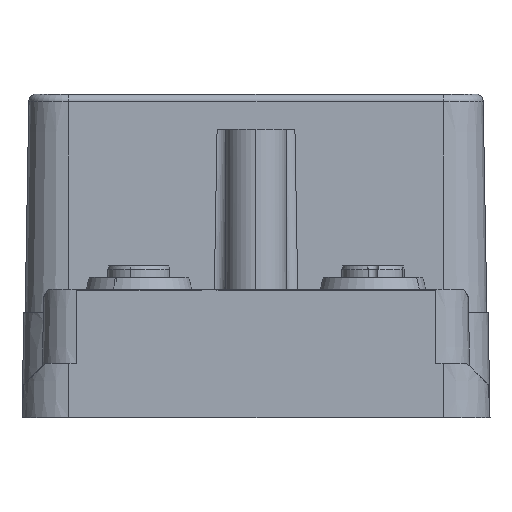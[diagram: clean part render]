
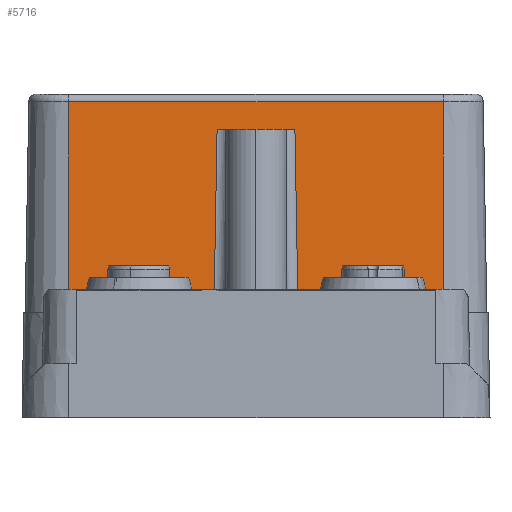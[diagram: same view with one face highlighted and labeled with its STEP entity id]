
A CAD part, front view. The second image highlights one B-rep face of the part: STEP entity #5716.
In plain terms, the highlighted planar face has unit normal (0, -1, 0.018).
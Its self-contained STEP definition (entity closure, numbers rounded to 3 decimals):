
#5641=AXIS2_PLACEMENT_3D('Plane Axis2P3D',#5638,#5639,#5640) ;
#5616=CARTESIAN_POINT('Vertex',(6.,55.6,13.5)) ;
#5619=CARTESIAN_POINT('Line Origine',(6.,-8667.803,-499749.936)) ;
#5623=CARTESIAN_POINT('Vertex',(6.,56.072,40.517)) ;
#5638=CARTESIAN_POINT('Axis2P3D Location',(59.6,55.6,13.5)) ;
#5643=CARTESIAN_POINT('Line Origine',(44.7,55.6,13.5)) ;
#5647=CARTESIAN_POINT('Vertex',(54.,55.6,13.5)) ;
#5649=CARTESIAN_POINT('Vertex',(35.4,55.6,13.5)) ;
#5652=CARTESIAN_POINT('Line Origine',(54.,55.836,27.009)) ;
#5656=CARTESIAN_POINT('Vertex',(54.,56.072,40.517)) ;
#5659=CARTESIAN_POINT('Line Origine',(30.,56.072,40.517)) ;
#5664=CARTESIAN_POINT('Line Origine',(15.3,55.6,13.5)) ;
#5668=CARTESIAN_POINT('Vertex',(24.6,55.6,13.5)) ;
#5671=CARTESIAN_POINT('Line Origine',(24.805,55.805,25.25)) ;
#5675=CARTESIAN_POINT('Vertex',(25.01,56.01,37.)) ;
#5678=CARTESIAN_POINT('Line Origine',(25.76,56.01,37.)) ;
#5682=CARTESIAN_POINT('Vertex',(26.51,56.01,37.)) ;
#5685=CARTESIAN_POINT('Line Origine',(30.,56.01,37.)) ;
#5689=CARTESIAN_POINT('Vertex',(33.49,56.01,37.)) ;
#5692=CARTESIAN_POINT('Line Origine',(34.24,56.01,37.)) ;
#5696=CARTESIAN_POINT('Vertex',(34.99,56.01,37.)) ;
#5699=CARTESIAN_POINT('Line Origine',(35.195,55.805,25.25)) ;
#5620=DIRECTION('Vector Direction',(0.,-0.017,-1.)) ;
#5639=DIRECTION('Axis2P3D Direction',(0.,-1.,0.017)) ;
#5640=DIRECTION('Axis2P3D XDirection',(-1.,0.,0.)) ;
#5644=DIRECTION('Vector Direction',(-1.,0.,0.)) ;
#5653=DIRECTION('Vector Direction',(0.,-0.017,-1.)) ;
#5660=DIRECTION('Vector Direction',(-1.,0.,0.)) ;
#5665=DIRECTION('Vector Direction',(-1.,0.,0.)) ;
#5672=DIRECTION('Vector Direction',(-0.017,-0.017,-1.)) ;
#5679=DIRECTION('Vector Direction',(-1.,0.,0.)) ;
#5686=DIRECTION('Vector Direction',(-1.,0.,0.)) ;
#5693=DIRECTION('Vector Direction',(-1.,0.,0.)) ;
#5700=DIRECTION('Vector Direction',(0.017,-0.017,-1.)) ;
#5621=VECTOR('Line Direction',#5620,1.) ;
#5645=VECTOR('Line Direction',#5644,1.) ;
#5654=VECTOR('Line Direction',#5653,1.) ;
#5661=VECTOR('Line Direction',#5660,1.) ;
#5666=VECTOR('Line Direction',#5665,1.) ;
#5673=VECTOR('Line Direction',#5672,1.) ;
#5680=VECTOR('Line Direction',#5679,1.) ;
#5687=VECTOR('Line Direction',#5686,1.) ;
#5694=VECTOR('Line Direction',#5693,1.) ;
#5701=VECTOR('Line Direction',#5700,1.) ;
#5705=ORIENTED_EDGE('',*,*,#5651,.F.) ;
#5706=ORIENTED_EDGE('',*,*,#5658,.T.) ;
#5707=ORIENTED_EDGE('',*,*,#5663,.F.) ;
#5708=ORIENTED_EDGE('',*,*,#5625,.F.) ;
#5709=ORIENTED_EDGE('',*,*,#5670,.F.) ;
#5710=ORIENTED_EDGE('',*,*,#5677,.F.) ;
#5711=ORIENTED_EDGE('',*,*,#5684,.T.) ;
#5712=ORIENTED_EDGE('',*,*,#5691,.T.) ;
#5713=ORIENTED_EDGE('',*,*,#5698,.T.) ;
#5714=ORIENTED_EDGE('',*,*,#5703,.T.) ;
#5716=ADVANCED_FACE('1701230000.1\\1701230000.1\\Hauptk\X2\00F6\X0\rper.1',(#5715),#5642,.T.) ;
#5625=EDGE_CURVE('',#5617,#5624,#5622,.F.) ;
#5651=EDGE_CURVE('',#5648,#5650,#5646,.T.) ;
#5658=EDGE_CURVE('',#5648,#5657,#5655,.F.) ;
#5663=EDGE_CURVE('',#5624,#5657,#5662,.F.) ;
#5670=EDGE_CURVE('',#5669,#5617,#5667,.T.) ;
#5677=EDGE_CURVE('',#5676,#5669,#5674,.T.) ;
#5684=EDGE_CURVE('',#5676,#5683,#5681,.F.) ;
#5691=EDGE_CURVE('',#5683,#5690,#5688,.F.) ;
#5698=EDGE_CURVE('',#5690,#5697,#5695,.F.) ;
#5703=EDGE_CURVE('',#5697,#5650,#5702,.T.) ;
#5704=EDGE_LOOP('',(#5705,#5706,#5707,#5708,#5709,#5710,#5711,#5712,#5713,#5714)) ;
#5715=FACE_OUTER_BOUND('',#5704,.T.) ;
#5622=LINE('Line',#5619,#5621) ;
#5646=LINE('Line',#5643,#5645) ;
#5655=LINE('Line',#5652,#5654) ;
#5662=LINE('Line',#5659,#5661) ;
#5667=LINE('Line',#5664,#5666) ;
#5674=LINE('Line',#5671,#5673) ;
#5681=LINE('Line',#5678,#5680) ;
#5688=LINE('Line',#5685,#5687) ;
#5695=LINE('Line',#5692,#5694) ;
#5702=LINE('Line',#5699,#5701) ;
#5642=PLANE('',#5641) ;
#5617=VERTEX_POINT('',#5616) ;
#5624=VERTEX_POINT('',#5623) ;
#5648=VERTEX_POINT('',#5647) ;
#5650=VERTEX_POINT('',#5649) ;
#5657=VERTEX_POINT('',#5656) ;
#5669=VERTEX_POINT('',#5668) ;
#5676=VERTEX_POINT('',#5675) ;
#5683=VERTEX_POINT('',#5682) ;
#5690=VERTEX_POINT('',#5689) ;
#5697=VERTEX_POINT('',#5696) ;
